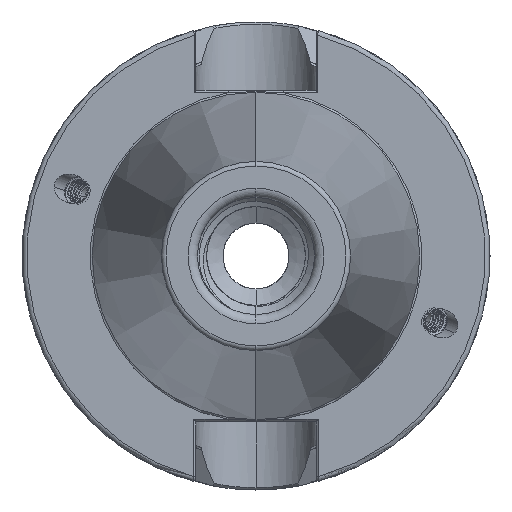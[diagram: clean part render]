
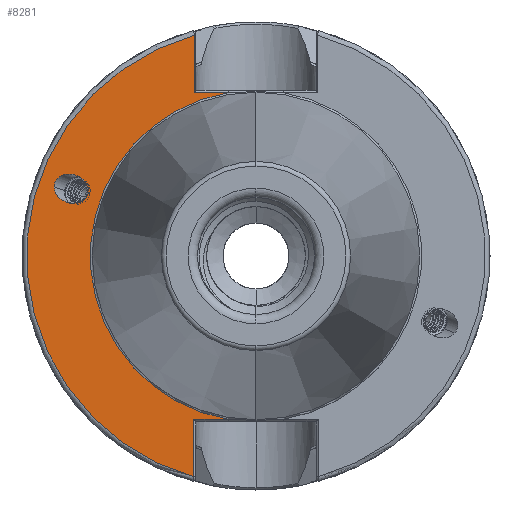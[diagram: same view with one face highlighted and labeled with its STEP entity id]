
A CAD part, left-side view. The second image highlights one B-rep face of the part: STEP entity #8281.
In plain terms, the highlighted planar face has unit normal (-1, 0, 0).
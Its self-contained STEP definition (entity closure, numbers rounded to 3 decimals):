
#132 = CIRCLE ( 'NONE', #13816, 35.398 ) ;
#133 = CIRCLE ( 'NONE', #13815, 49. ) ;
#1232 = CARTESIAN_POINT ( 'NONE',  ( 0., 5.916, 34.9 ) ) ;
#1233 = CARTESIAN_POINT ( 'NONE',  ( 0., 13.194, 34.9 ) ) ;
#1669 = CARTESIAN_POINT ( 'NONE',  ( 0., 13.194, 47.19 ) ) ;
#1670 = CARTESIAN_POINT ( 'NONE',  ( 0., 13.279, -47.166 ) ) ;
#1671 = CARTESIAN_POINT ( 'NONE',  ( 0., 13.279, -34.9 ) ) ;
#1672 = CARTESIAN_POINT ( 'NONE',  ( 0., 5.916, -34.9 ) ) ;
#3734 =( BOUNDED_CURVE ( )  B_SPLINE_CURVE ( 3, ( #6881, #6882, #6883, #6884 ),
 .UNSPECIFIED., .F., .T. ) 
 B_SPLINE_CURVE_WITH_KNOTS ( ( 4, 4 ),
 ( 0., 2.852 ),
 .UNSPECIFIED. ) 
 CURVE ( )  GEOMETRIC_REPRESENTATION_ITEM ( )  RATIONAL_B_SPLINE_CURVE ( ( 1., 0.43, 0.43, 1. ) ) 
 REPRESENTATION_ITEM ( '' )  );
#3779 =( BOUNDED_CURVE ( )  B_SPLINE_CURVE ( 3, ( #8117, #8118, #8119, #8120 ),
 .UNSPECIFIED., .F., .T. ) 
 B_SPLINE_CURVE_WITH_KNOTS ( ( 4, 4 ),
 ( 5.993, 6.283 ),
 .UNSPECIFIED. ) 
 CURVE ( )  GEOMETRIC_REPRESENTATION_ITEM ( )  RATIONAL_B_SPLINE_CURVE ( ( 1., 0.993, 0.993, 1. ) ) 
 REPRESENTATION_ITEM ( '' )  );
#3780 =( BOUNDED_CURVE ( )  B_SPLINE_CURVE ( 3, ( #8124, #8125, #8126, #8127 ),
 .UNSPECIFIED., .F., .T. ) 
 B_SPLINE_CURVE_WITH_KNOTS ( ( 4, 4 ),
 ( 2.852, 5.993 ),
 .UNSPECIFIED. ) 
 CURVE ( )  GEOMETRIC_REPRESENTATION_ITEM ( )  RATIONAL_B_SPLINE_CURVE ( ( 1., 0.333, 0.333, 1. ) ) 
 REPRESENTATION_ITEM ( '' )  );
#4977 = VERTEX_POINT ( 'NONE', #6575 ) ;
#4979 = VERTEX_POINT ( 'NONE', #6577 ) ;
#4980 = VERTEX_POINT ( 'NONE', #6578 ) ;
#6575 = CARTESIAN_POINT ( 'NONE',  ( 0., 43.118, 14.766 ) ) ;
#6577 = CARTESIAN_POINT ( 'NONE',  ( 0., 35.968, 13.091 ) ) ;
#6578 = CARTESIAN_POINT ( 'NONE',  ( 0., 35.816, 13.963 ) ) ;
#6863 = CARTESIAN_POINT ( 'NONE',  ( 0., 0., 0. ) ) ;
#6864 = LINE ( 'NONE', #6865, #13817 ) ;
#6865 = CARTESIAN_POINT ( 'NONE',  ( 0., 13.194, 47.285 ) ) ;
#6866 = DIRECTION ( 'NONE',  ( 0., 0., 1. ) ) ;
#6867 = LINE ( 'NONE', #6868, #13818 ) ;
#6868 = CARTESIAN_POINT ( 'NONE',  ( 0., 12.85, 34.9 ) ) ;
#6869 = DIRECTION ( 'NONE',  ( 0., 1., 0. ) ) ;
#6870 = DIRECTION ( 'NONE',  ( -1., 0., 0. ) ) ;
#6871 = DIRECTION ( 'NONE',  ( 0., 0., 1. ) ) ;
#6872 = CARTESIAN_POINT ( 'NONE',  ( 0., 0., 0. ) ) ;
#6873 = LINE ( 'NONE', #6874, #13820 ) ;
#6874 = CARTESIAN_POINT ( 'NONE',  ( 0., 35.398, -34.9 ) ) ;
#6875 = DIRECTION ( 'NONE',  ( 0., -1., 0. ) ) ;
#6876 = DIRECTION ( 'NONE',  ( -1., 0., 0. ) ) ;
#6877 = DIRECTION ( 'NONE',  ( 0., 0., 1. ) ) ;
#6878 = LINE ( 'NONE', #6879, #13821 ) ;
#6879 = CARTESIAN_POINT ( 'NONE',  ( 0., 13.279, 0. ) ) ;
#6880 = DIRECTION ( 'NONE',  ( 0., 0., 1. ) ) ;
#6881 = CARTESIAN_POINT ( 'NONE',  ( 0., 35.968, 13.091 ) ) ;
#6882 = CARTESIAN_POINT ( 'NONE',  ( 0., 37.57, 8.69 ) ) ;
#6883 = CARTESIAN_POINT ( 'NONE',  ( 0., 43.118, 9.99 ) ) ;
#6884 = CARTESIAN_POINT ( 'NONE',  ( 0., 43.118, 14.766 ) ) ;
#7647 = EDGE_LOOP ( 'NONE', ( #8573, #8571, #8572, #8570, #8569, #8568 ) ) ;
#7648 = EDGE_LOOP ( 'NONE', ( #8575, #8574, #8577 ) ) ;
#8117 = CARTESIAN_POINT ( 'NONE',  ( 0., 35.816, 13.963 ) ) ;
#8118 = CARTESIAN_POINT ( 'NONE',  ( 0., 35.816, 13.662 ) ) ;
#8119 = CARTESIAN_POINT ( 'NONE',  ( 0., 35.867, 13.369 ) ) ;
#8120 = CARTESIAN_POINT ( 'NONE',  ( 0., 35.968, 13.091 ) ) ;
#8124 = CARTESIAN_POINT ( 'NONE',  ( 0., 43.118, 14.766 ) ) ;
#8125 = CARTESIAN_POINT ( 'NONE',  ( 0., 43.118, 20.987 ) ) ;
#8126 = CARTESIAN_POINT ( 'NONE',  ( 0., 35.816, 20.184 ) ) ;
#8127 = CARTESIAN_POINT ( 'NONE',  ( 0., 35.816, 13.963 ) ) ;
#8281 = ADVANCED_FACE ( 'NONE', ( #8504, #8508 ), #8974, .F. ) ;
#8422 = EDGE_CURVE ( 'NONE', #4980, #4979, #3779, .T. ) ;
#8424 = EDGE_CURVE ( 'NONE', #4977, #4980, #3780, .T. ) ;
#8504 = FACE_BOUND ( 'NONE', #7648, .T. ) ;
#8508 = FACE_OUTER_BOUND ( 'NONE', #7647, .T. ) ;
#8510 = AXIS2_PLACEMENT_3D ( 'NONE', #8975, #8976, #8977 ) ;
#8568 = ORIENTED_EDGE ( 'NONE', *, *, #10434, .T. ) ;
#8569 = ORIENTED_EDGE ( 'NONE', *, *, #10435, .T. ) ;
#8570 = ORIENTED_EDGE ( 'NONE', *, *, #10436, .F. ) ;
#8571 = ORIENTED_EDGE ( 'NONE', *, *, #10439, .T. ) ;
#8572 = ORIENTED_EDGE ( 'NONE', *, *, #10437, .T. ) ;
#8573 = ORIENTED_EDGE ( 'NONE', *, *, #10438, .T. ) ;
#8574 = ORIENTED_EDGE ( 'NONE', *, *, #8424, .T. ) ;
#8575 = ORIENTED_EDGE ( 'NONE', *, *, #10440, .T. ) ;
#8577 = ORIENTED_EDGE ( 'NONE', *, *, #8422, .T. ) ;
#8974 = PLANE ( 'NONE',  #8510 ) ;
#8975 = CARTESIAN_POINT ( 'NONE',  ( 0., 35.398, 0. ) ) ;
#8976 = DIRECTION ( 'NONE',  ( 1., 0., 0. ) ) ;
#8977 = DIRECTION ( 'NONE',  ( 0., 0., -1. ) ) ;
#10434 = EDGE_CURVE ( 'NONE', #13665, #13660, #6864, .T. ) ;
#10435 = EDGE_CURVE ( 'NONE', #13664, #13665, #6867, .T. ) ;
#10436 = EDGE_CURVE ( 'NONE', #13664, #13663, #132, .T. ) ;
#10437 = EDGE_CURVE ( 'NONE', #13662, #13663, #6873, .T. ) ;
#10438 = EDGE_CURVE ( 'NONE', #13660, #13661, #133, .T. ) ;
#10439 = EDGE_CURVE ( 'NONE', #13661, #13662, #6878, .T. ) ;
#10440 = EDGE_CURVE ( 'NONE', #4979, #4977, #3734, .T. ) ;
#13660 = VERTEX_POINT ( 'NONE', #1669 ) ;
#13661 = VERTEX_POINT ( 'NONE', #1670 ) ;
#13662 = VERTEX_POINT ( 'NONE', #1671 ) ;
#13663 = VERTEX_POINT ( 'NONE', #1672 ) ;
#13664 = VERTEX_POINT ( 'NONE', #1232 ) ;
#13665 = VERTEX_POINT ( 'NONE', #1233 ) ;
#13815 = AXIS2_PLACEMENT_3D ( 'NONE', #6872, #6876, #6877 ) ;
#13816 = AXIS2_PLACEMENT_3D ( 'NONE', #6863, #6870, #6871 ) ;
#13817 = VECTOR ( 'NONE', #6866, 1000. ) ;
#13818 = VECTOR ( 'NONE', #6869, 1000. ) ;
#13820 = VECTOR ( 'NONE', #6875, 1000. ) ;
#13821 = VECTOR ( 'NONE', #6880, 1000. ) ;
